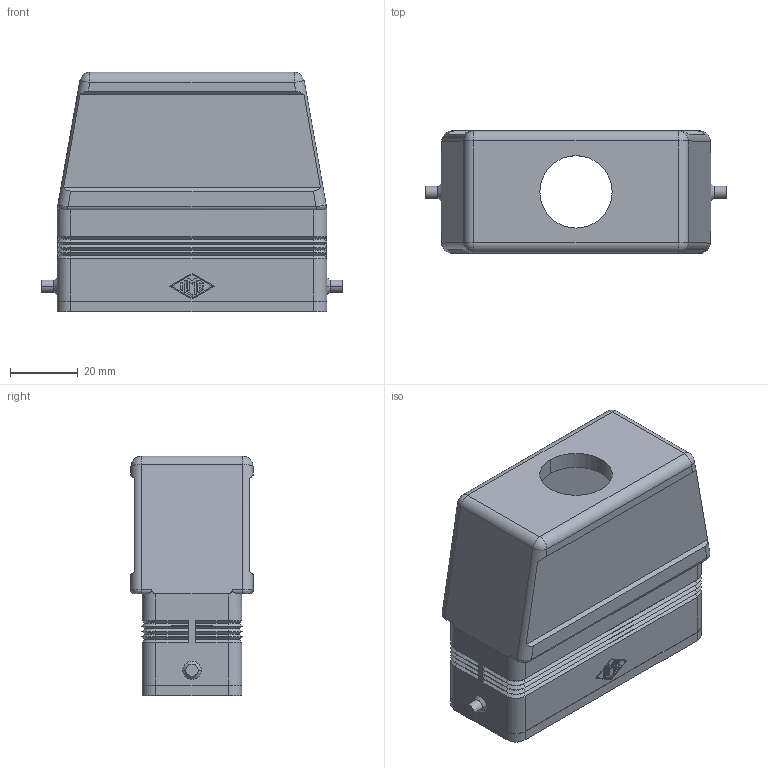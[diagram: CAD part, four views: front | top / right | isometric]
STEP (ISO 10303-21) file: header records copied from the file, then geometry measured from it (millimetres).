
FILE_DESCRIPTION(('Creo Elements/Direct Modeling STEP Export'),'2;1');
FILE_NAME('CZFVW 25 L21.stp','2013-10-16T11:56:03',(''),(''),'Creo Elements/Direct Modeling STEP processor for AP214 (Solid Model)','Creo Elements/Direct Modeling 18.0B 02-Dec-2011 (C) Parametric Technology GmbH','');
FILE_SCHEMA(('AUTOMOTIVE_DESIGN { 1 0 10303 214 1 1 1 1 }'));
Length unit declared in the file: millimetre
Products named in the file (1): CZFVW_25_L21
Bounding box: 88.5 x 36 x 70.5 mm (x, y, z)
Volume: 67515.6 mm3; surface area: 32616.4 mm2
Topology: 1 solids, 1 shells, 296 faces, 739 edges, 453 vertices
Faces by surface type: plane 164, cylinder 80, cone 44, bspline 4, sphere 4
Entity records: 11007 total; most frequent: CARTESIAN_POINT 1790, ORIENTED_EDGE 1454, DIRECTION 1404, EDGE_CURVE 727, VECTOR 502, LINE 502, VERTEX_POINT 453, AXIS2_PLACEMENT_3D 451
